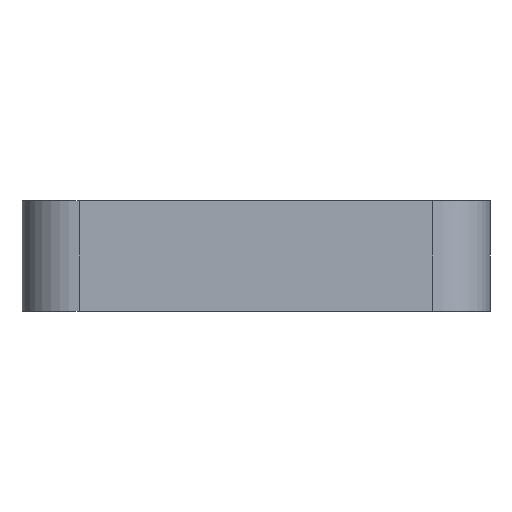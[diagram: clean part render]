
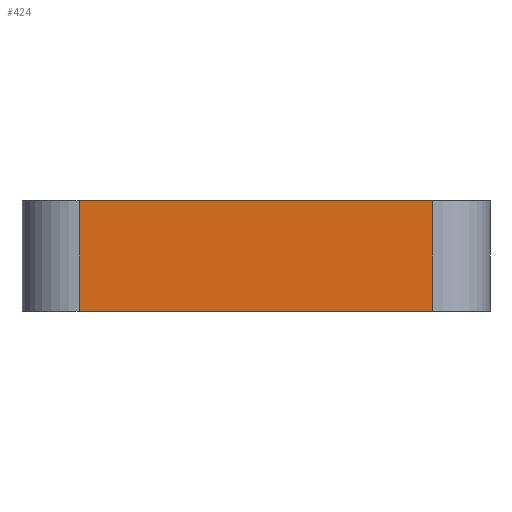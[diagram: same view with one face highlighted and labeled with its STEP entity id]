
A CAD part, front view. The second image highlights one B-rep face of the part: STEP entity #424.
In plain terms, the highlighted planar face has unit normal (0, -1, 0).
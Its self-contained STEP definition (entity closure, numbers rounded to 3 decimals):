
#397 = VERTEX_POINT('',#398);
#398 = CARTESIAN_POINT('',(2.45,-5.5,1.545));
#405 = EDGE_CURVE('',#406,#397,#408,.T.);
#406 = VERTEX_POINT('',#407);
#407 = CARTESIAN_POINT('',(2.45,-5.5,0.));
#408 = LINE('',#409,#410);
#409 = CARTESIAN_POINT('',(2.45,-5.5,0.));
#410 = VECTOR('',#411,1.);
#411 = DIRECTION('',(0.,0.,1.));
#424 = ADVANCED_FACE('',(#425),#450,.T.);
#425 = FACE_BOUND('',#426,.T.);
#426 = EDGE_LOOP('',(#427,#428,#436,#444));
#427 = ORIENTED_EDGE('',*,*,#405,.T.);
#428 = ORIENTED_EDGE('',*,*,#429,.T.);
#429 = EDGE_CURVE('',#397,#430,#432,.T.);
#430 = VERTEX_POINT('',#431);
#431 = CARTESIAN_POINT('',(-2.49,-5.5,1.545));
#432 = LINE('',#433,#434);
#433 = CARTESIAN_POINT('',(2.45,-5.5,1.545));
#434 = VECTOR('',#435,1.);
#435 = DIRECTION('',(-1.,0.,0.));
#436 = ORIENTED_EDGE('',*,*,#437,.F.);
#437 = EDGE_CURVE('',#438,#430,#440,.T.);
#438 = VERTEX_POINT('',#439);
#439 = CARTESIAN_POINT('',(-2.49,-5.5,0.));
#440 = LINE('',#441,#442);
#441 = CARTESIAN_POINT('',(-2.49,-5.5,0.));
#442 = VECTOR('',#443,1.);
#443 = DIRECTION('',(0.,0.,1.));
#444 = ORIENTED_EDGE('',*,*,#445,.F.);
#445 = EDGE_CURVE('',#406,#438,#446,.T.);
#446 = LINE('',#447,#448);
#447 = CARTESIAN_POINT('',(2.45,-5.5,0.));
#448 = VECTOR('',#449,1.);
#449 = DIRECTION('',(-1.,0.,0.));
#450 = PLANE('',#451);
#451 = AXIS2_PLACEMENT_3D('',#452,#453,#454);
#452 = CARTESIAN_POINT('',(2.45,-5.5,0.));
#453 = DIRECTION('',(0.,-1.,0.));
#454 = DIRECTION('',(-1.,0.,0.));
